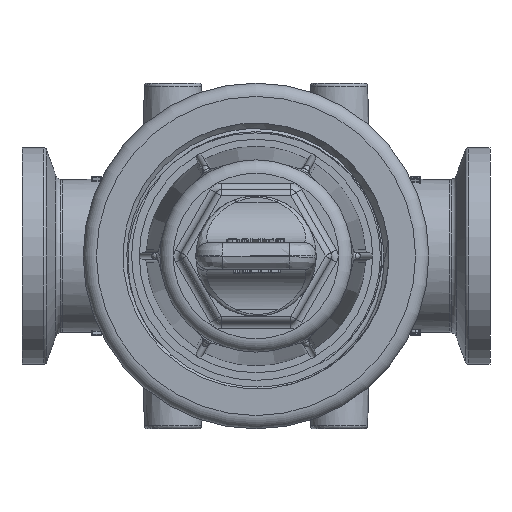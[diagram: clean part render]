
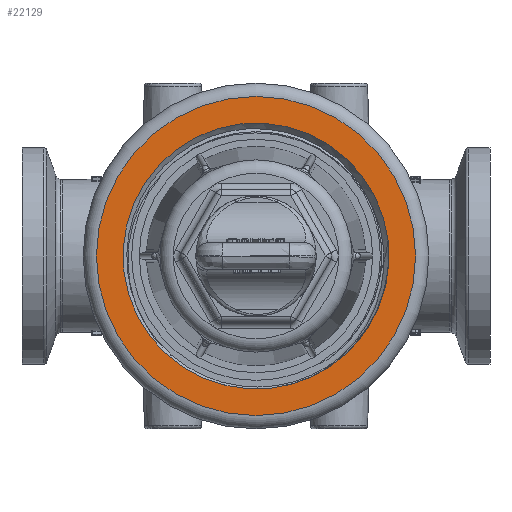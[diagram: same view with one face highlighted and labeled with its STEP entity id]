
A CAD part, front view. The second image highlights one B-rep face of the part: STEP entity #22129.
In plain terms, the highlighted planar face has unit normal (0, -1, 0).
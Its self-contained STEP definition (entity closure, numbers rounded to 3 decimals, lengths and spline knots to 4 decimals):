
#159=PLANE($,#23573);
#3929=FACE_BOUND($,#5791,.T.);
#3930=FACE_BOUND($,#5792,.T.);
#5791=EDGE_LOOP($,(#15116));
#5792=EDGE_LOOP($,(#15117));
#7342=CIRCLE($,#23570,1.5);
#7344=CIRCLE($,#23574,1.25);
#9268=VERTEX_POINT($,#31759);
#9270=VERTEX_POINT($,#31765);
#11590=EDGE_CURVE($,#9268,#9268,#7342,.T.);
#11592=EDGE_CURVE($,#9270,#9270,#7344,.T.);
#15116=ORIENTED_EDGE($,*,*,#11592,.T.);
#15117=ORIENTED_EDGE($,*,*,#11590,.F.);
#22129=ADVANCED_FACE($,(#3929,#3930),#159,.T.);
#23570=AXIS2_PLACEMENT_3D($,#31760,#25365,#25366);
#23573=AXIS2_PLACEMENT_3D($,#31764,#25371,#25372);
#23574=AXIS2_PLACEMENT_3D($,#31766,#25373,#25374);
#25365=DIRECTION('center_axis',(0.,1.,0.));
#25366=DIRECTION('ref_axis',(-1.,0.,0.));
#25371=DIRECTION('center_axis',(0.,-1.,0.));
#25372=DIRECTION('ref_axis',(0.,0.,-1.));
#25373=DIRECTION('center_axis',(0.,1.,0.));
#25374=DIRECTION('ref_axis',(-1.,0.,0.));
#31759=CARTESIAN_POINT('',(1.5,-2.5,0.));
#31760=CARTESIAN_POINT('Origin',(0.,-2.5,0.));
#31764=CARTESIAN_POINT('Origin',(1.4037,-2.5,0.));
#31765=CARTESIAN_POINT('',(1.2409,-2.5,0.1507));
#31766=CARTESIAN_POINT('Origin',(0.,-2.5,0.));
